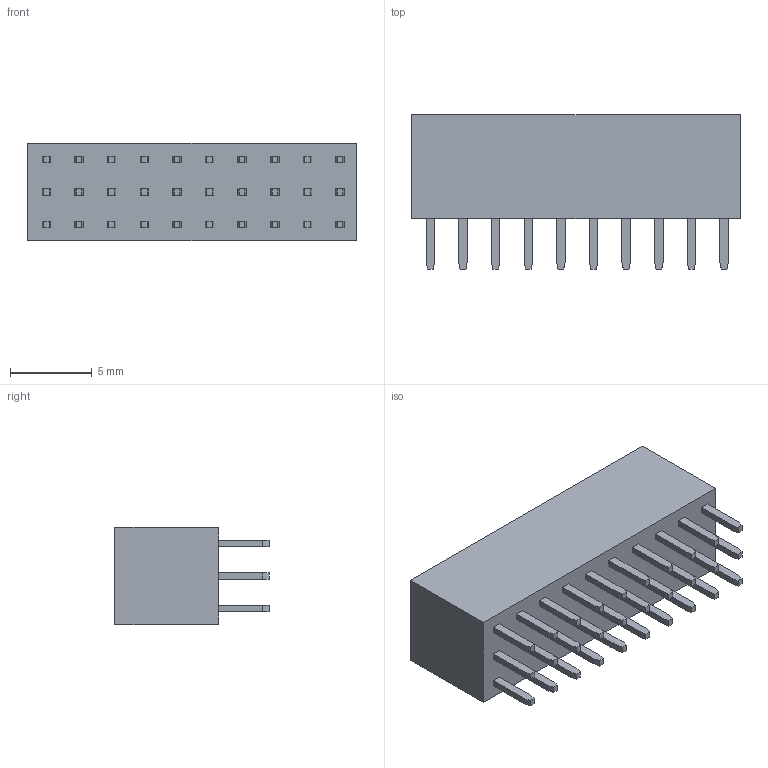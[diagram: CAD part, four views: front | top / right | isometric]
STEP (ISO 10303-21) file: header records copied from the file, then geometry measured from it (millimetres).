
FILE_DESCRIPTION( ('This file contains a STEP AP42 implementation' ,'as created by ZW3D STEP Interface translator.') ,'2;1' );
FILE_NAME( '2263-3XXSXXDYN1.stp' ,'23 418.1644 6', (''), ('ZWCAD Software Co.'), 'Version 1.0', 'ZW3D to STEP translator', '' );
FILE_SCHEMA(('AUTOMOTIVE_DESIGN { 1 0 10303 214 1 1 1 1 }'));
Length unit declared in the file: millimetre
Products named in the file (1): 0
Bounding box: 20.15 x 9.45 x 6 mm (x, y, z)
Volume: 702.1 mm3; surface area: 2007.3 mm2
Topology: 1 solids, 1 shells, 2646 faces, 7784 edges, 5110 vertices
Faces by surface type: plane 1926, cylinder 450, bspline 270
Entity records: 93550 total; most frequent: CARTESIAN_POINT 22539, ORIENTED_EDGE 15568, DIRECTION 12522, EDGE_CURVE 7784, VECTOR 5968, LINE 5968, VERTEX_POINT 5110, AXIS2_PLACEMENT_3D 3277
